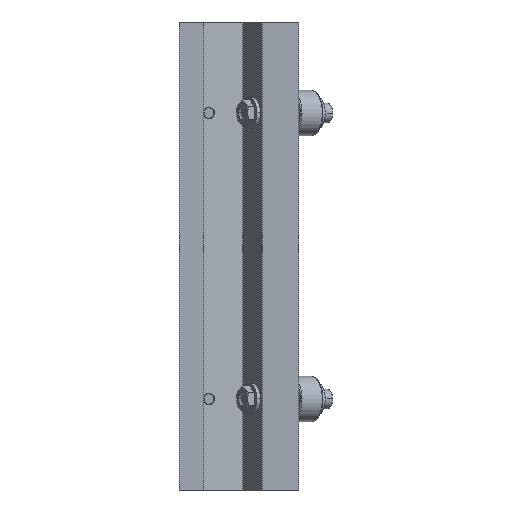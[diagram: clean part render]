
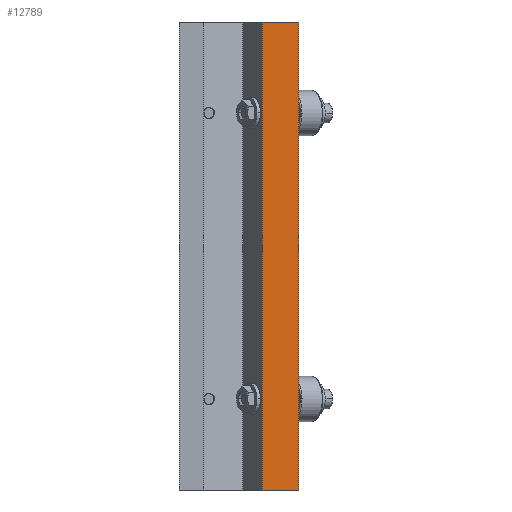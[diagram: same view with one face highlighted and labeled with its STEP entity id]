
A CAD part, left-side view. The second image highlights one B-rep face of the part: STEP entity #12789.
In plain terms, the highlighted planar face has unit normal (-1, 0, 0).
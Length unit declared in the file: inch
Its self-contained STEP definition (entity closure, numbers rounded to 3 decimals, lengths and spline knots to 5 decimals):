
#1544 = EDGE_CURVE ( 'NONE', #22333, #19080, #6670, .T. ) ;
#2875 = ORIENTED_EDGE ( 'NONE', *, *, #6191, .T. ) ;
#3452 = ORIENTED_EDGE ( 'NONE', *, *, #9710, .F. ) ;
#4096 = VECTOR ( 'NONE', #19765, 39.37008 ) ;
#5485 = CARTESIAN_POINT ( 'NONE',  ( -1.8825, -0.544, -4.5 ) ) ;
#5792 = AXIS2_PLACEMENT_3D ( 'NONE', #5485, #23026, #13157 ) ;
#5942 = DIRECTION ( 'NONE',  ( 0., 0., 1. ) ) ;
#6191 = EDGE_CURVE ( 'NONE', #14754, #22333, #8327, .T. ) ;
#6409 = DIRECTION ( 'NONE',  ( 0., 0., 1. ) ) ;
#6564 = CARTESIAN_POINT ( 'NONE',  ( -1.8825, -0.544, -4.5 ) ) ;
#6670 = LINE ( 'NONE', #24088, #19130 ) ;
#7376 = PLANE ( 'NONE',  #5792 ) ;
#7471 = EDGE_LOOP ( 'NONE', ( #3452, #16668, #2875, #13447 ) ) ;
#8241 = LINE ( 'NONE', #17758, #4096 ) ;
#8327 = LINE ( 'NONE', #6564, #18929 ) ;
#9710 = EDGE_CURVE ( 'NONE', #15600, #19080, #8241, .T. ) ;
#11188 = CARTESIAN_POINT ( 'NONE',  ( -1.8825, -0.544, 4.5 ) ) ;
#11843 = CARTESIAN_POINT ( 'NONE',  ( -1.8825, 0.15505, -4.5 ) ) ;
#12295 = EDGE_CURVE ( 'NONE', #14754, #15600, #19596, .T. ) ;
#12789 = ADVANCED_FACE ( 'NONE', ( #24547 ), #7376, .T. ) ;
#13157 = DIRECTION ( 'NONE',  ( 0., 0., 1. ) ) ;
#13447 = ORIENTED_EDGE ( 'NONE', *, *, #1544, .T. ) ;
#13726 = CARTESIAN_POINT ( 'NONE',  ( -1.8825, -0.544, -4.5 ) ) ;
#14754 = VERTEX_POINT ( 'NONE', #22748 ) ;
#15600 = VERTEX_POINT ( 'NONE', #20780 ) ;
#16668 = ORIENTED_EDGE ( 'NONE', *, *, #12295, .F. ) ;
#17758 = CARTESIAN_POINT ( 'NONE',  ( -1.8825, -0.544, 4.5 ) ) ;
#17846 = DIRECTION ( 'NONE',  ( 0., -1., 0. ) ) ;
#18929 = VECTOR ( 'NONE', #17846, 39.37008 ) ;
#19080 = VERTEX_POINT ( 'NONE', #11188 ) ;
#19130 = VECTOR ( 'NONE', #6409, 39.37008 ) ;
#19596 = LINE ( 'NONE', #11843, #22982 ) ;
#19765 = DIRECTION ( 'NONE',  ( 0., -1., 0. ) ) ;
#20780 = CARTESIAN_POINT ( 'NONE',  ( -1.8825, 0.15505, 4.5 ) ) ;
#22333 = VERTEX_POINT ( 'NONE', #13726 ) ;
#22748 = CARTESIAN_POINT ( 'NONE',  ( -1.8825, 0.15505, -4.5 ) ) ;
#22982 = VECTOR ( 'NONE', #5942, 39.37008 ) ;
#23026 = DIRECTION ( 'NONE',  ( -1., 0., 0. ) ) ;
#24088 = CARTESIAN_POINT ( 'NONE',  ( -1.8825, -0.544, -4.5 ) ) ;
#24547 = FACE_OUTER_BOUND ( 'NONE', #7471, .T. ) ;
